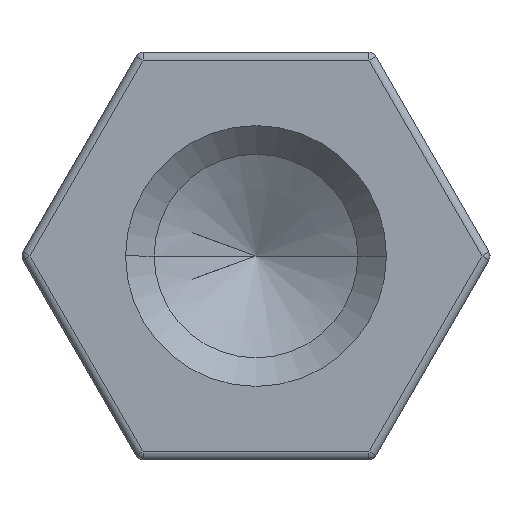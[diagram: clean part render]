
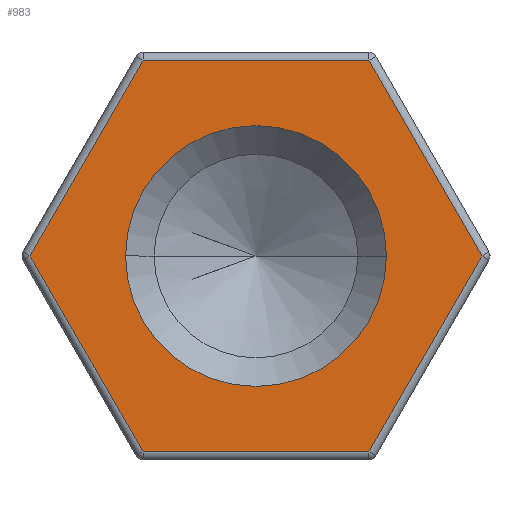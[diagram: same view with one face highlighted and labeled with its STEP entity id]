
A CAD part, left-side view. The second image highlights one B-rep face of the part: STEP entity #983.
In plain terms, the highlighted planar face has unit normal (-1, 0, 0).
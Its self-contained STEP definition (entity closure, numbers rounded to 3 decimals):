
#25 = PLANE ( 'NONE',  #1307 ) ;
#32 = FACE_OUTER_BOUND ( 'NONE', #76, .T. ) ;
#36 = EDGE_LOOP ( 'NONE', ( #1262, #186 ) ) ;
#50 = VERTEX_POINT ( 'NONE', #1386 ) ;
#53 = CARTESIAN_POINT ( 'NONE',  ( 0., -1.6, 0. ) ) ;
#76 = EDGE_LOOP ( 'NONE', ( #328, #839, #982, #527, #114, #1305 ) ) ;
#93 = VERTEX_POINT ( 'NONE', #667 ) ;
#98 = VERTEX_POINT ( 'NONE', #455 ) ;
#103 = CARTESIAN_POINT ( 'NONE',  ( 0., 1.386, 2.4 ) ) ;
#108 = AXIS2_PLACEMENT_3D ( 'NONE', #915, #914, #911 ) ;
#114 = ORIENTED_EDGE ( 'NONE', *, *, #649, .T. ) ;
#176 = LINE ( 'NONE', #410, #509 ) ;
#177 = CARTESIAN_POINT ( 'NONE',  ( 0., 0., 0. ) ) ;
#186 = ORIENTED_EDGE ( 'NONE', *, *, #946, .T. ) ;
#234 = LINE ( 'NONE', #897, #1357 ) ;
#281 = CIRCLE ( 'NONE', #108, 1.6 ) ;
#296 = FACE_BOUND ( 'NONE', #36, .T. ) ;
#316 = DIRECTION ( 'NONE',  ( 1., 0., 0. ) ) ;
#328 = ORIENTED_EDGE ( 'NONE', *, *, #459, .T. ) ;
#373 = DIRECTION ( 'NONE',  ( 0., -0.5, -0.866 ) ) ;
#399 = DIRECTION ( 'NONE',  ( 0., 0.5, -0.866 ) ) ;
#404 = CARTESIAN_POINT ( 'NONE',  ( 0., 2.078, 1.2 ) ) ;
#405 = DIRECTION ( 'NONE',  ( 0., -0.5, 0.866 ) ) ;
#410 = CARTESIAN_POINT ( 'NONE',  ( 0., -2.078, -1.2 ) ) ;
#440 = DIRECTION ( 'NONE',  ( 0., -1., 0. ) ) ;
#452 = CARTESIAN_POINT ( 'NONE',  ( 0., 2.078, -1.2 ) ) ;
#455 = CARTESIAN_POINT ( 'NONE',  ( 0., -2.771, 0. ) ) ;
#459 = EDGE_CURVE ( 'NONE', #98, #1085, #956, .T. ) ;
#461 = CARTESIAN_POINT ( 'NONE',  ( 0., 0., -2.4 ) ) ;
#463 = EDGE_CURVE ( 'NONE', #50, #1092, #281, .T. ) ;
#467 = EDGE_CURVE ( 'NONE', #1085, #744, #234, .T. ) ;
#468 = VECTOR ( 'NONE', #373, 1000. ) ;
#509 = VECTOR ( 'NONE', #405, 1000. ) ;
#515 = VERTEX_POINT ( 'NONE', #726 ) ;
#517 = VERTEX_POINT ( 'NONE', #710 ) ;
#527 = ORIENTED_EDGE ( 'NONE', *, *, #671, .T. ) ;
#541 = LINE ( 'NONE', #461, #1129 ) ;
#585 = DIRECTION ( 'NONE',  ( 1., 0., 0. ) ) ;
#649 = EDGE_CURVE ( 'NONE', #517, #515, #541, .T. ) ;
#652 = EDGE_CURVE ( 'NONE', #515, #98, #176, .T. ) ;
#660 = EDGE_CURVE ( 'NONE', #744, #93, #840, .T. ) ;
#667 = CARTESIAN_POINT ( 'NONE',  ( 0., 2.771, 0. ) ) ;
#671 = EDGE_CURVE ( 'NONE', #93, #517, #799, .T. ) ;
#710 = CARTESIAN_POINT ( 'NONE',  ( 0., 1.386, -2.4 ) ) ;
#726 = CARTESIAN_POINT ( 'NONE',  ( 0., -1.386, -2.4 ) ) ;
#744 = VERTEX_POINT ( 'NONE', #103 ) ;
#799 = LINE ( 'NONE', #452, #468 ) ;
#804 = AXIS2_PLACEMENT_3D ( 'NONE', #1055, #316, #1153 ) ;
#839 = ORIENTED_EDGE ( 'NONE', *, *, #467, .T. ) ;
#840 = LINE ( 'NONE', #404, #1299 ) ;
#895 = DIRECTION ( 'NONE',  ( 0., 1., 0. ) ) ;
#897 = CARTESIAN_POINT ( 'NONE',  ( 0., 0., 2.4 ) ) ;
#911 = DIRECTION ( 'NONE',  ( 0., 1., 0. ) ) ;
#914 = DIRECTION ( 'NONE',  ( 1., 0., 0. ) ) ;
#915 = CARTESIAN_POINT ( 'NONE',  ( 0., 0., 0. ) ) ;
#922 = VECTOR ( 'NONE', #934, 1000. ) ;
#934 = DIRECTION ( 'NONE',  ( 0., 0.5, 0.866 ) ) ;
#939 = CARTESIAN_POINT ( 'NONE',  ( 0., -2.078, 1.2 ) ) ;
#946 = EDGE_CURVE ( 'NONE', #1092, #50, #1035, .T. ) ;
#956 = LINE ( 'NONE', #939, #922 ) ;
#982 = ORIENTED_EDGE ( 'NONE', *, *, #660, .T. ) ;
#983 = ADVANCED_FACE ( 'NONE', ( #32, #296 ), #25, .F. ) ;
#1035 = CIRCLE ( 'NONE', #804, 1.6 ) ;
#1055 = CARTESIAN_POINT ( 'NONE',  ( 0., 0., 0. ) ) ;
#1085 = VERTEX_POINT ( 'NONE', #1390 ) ;
#1092 = VERTEX_POINT ( 'NONE', #53 ) ;
#1129 = VECTOR ( 'NONE', #440, 1000. ) ;
#1153 = DIRECTION ( 'NONE',  ( 0., 1., 0. ) ) ;
#1262 = ORIENTED_EDGE ( 'NONE', *, *, #463, .T. ) ;
#1299 = VECTOR ( 'NONE', #399, 1000. ) ;
#1300 = DIRECTION ( 'NONE',  ( 0., 1., 0. ) ) ;
#1305 = ORIENTED_EDGE ( 'NONE', *, *, #652, .T. ) ;
#1307 = AXIS2_PLACEMENT_3D ( 'NONE', #177, #585, #1300 ) ;
#1357 = VECTOR ( 'NONE', #895, 1000. ) ;
#1386 = CARTESIAN_POINT ( 'NONE',  ( 0., 1.6, 0. ) ) ;
#1390 = CARTESIAN_POINT ( 'NONE',  ( 0., -1.386, 2.4 ) ) ;
